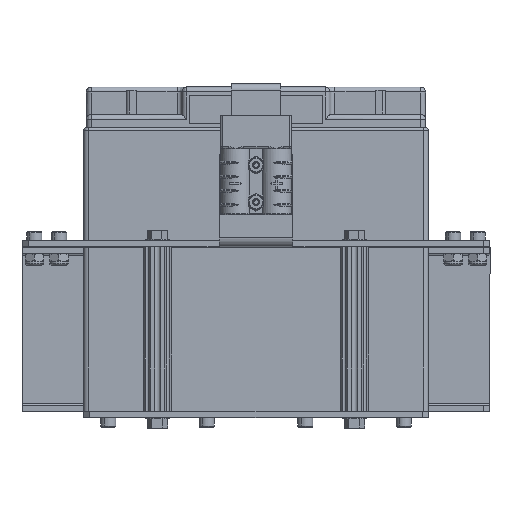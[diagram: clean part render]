
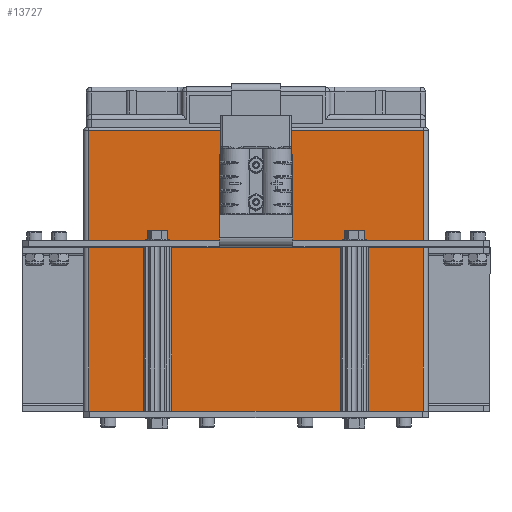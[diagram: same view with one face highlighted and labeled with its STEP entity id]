
A CAD part, top view. The second image highlights one B-rep face of the part: STEP entity #13727.
In plain terms, the highlighted face is planar.
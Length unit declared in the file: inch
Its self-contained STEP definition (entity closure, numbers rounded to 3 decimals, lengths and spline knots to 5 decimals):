
#233 = ORIENTED_EDGE ( 'NONE', *, *, #33982, .T. ) ;
#1692 = DIRECTION ( 'NONE',  ( 1., 0., 0. ) ) ;
#3990 = ORIENTED_EDGE ( 'NONE', *, *, #7942, .T. ) ;
#4546 = FACE_OUTER_BOUND ( 'NONE', #15931, .T. ) ;
#4766 = ORIENTED_EDGE ( 'NONE', *, *, #33105, .T. ) ;
#5855 = LINE ( 'NONE', #6968, #27442 ) ;
#6536 = CARTESIAN_POINT ( 'NONE',  ( 5.59634, 0.55066, 5.7 ) ) ;
#6968 = CARTESIAN_POINT ( 'NONE',  ( 5.59634, 0.55066, 0. ) ) ;
#7942 = EDGE_CURVE ( 'NONE', #11769, #32257, #32909, .T. ) ;
#7944 = VECTOR ( 'NONE', #21743, 39.37008 ) ;
#7998 = CARTESIAN_POINT ( 'NONE',  ( -1.20366, 0.55066, 0. ) ) ;
#11769 = VERTEX_POINT ( 'NONE', #28700 ) ;
#11962 = CARTESIAN_POINT ( 'NONE',  ( -1.30366, 0.55066, 0. ) ) ;
#13727 = ADVANCED_FACE ( 'NONE', ( #4546 ), #34497, .T. ) ;
#14841 = DIRECTION ( 'NONE',  ( 0., 0., 1. ) ) ;
#15460 = LINE ( 'NONE', #33022, #7944 ) ;
#15931 = EDGE_LOOP ( 'NONE', ( #233, #16520, #3990, #4766 ) ) ;
#16156 = CARTESIAN_POINT ( 'NONE',  ( 5.59634, 0.55066, 0. ) ) ;
#16520 = ORIENTED_EDGE ( 'NONE', *, *, #20204, .T. ) ;
#18560 = CARTESIAN_POINT ( 'NONE',  ( -1.30366, 0.55066, 5.7 ) ) ;
#18773 = VECTOR ( 'NONE', #1692, 39.37008 ) ;
#19095 = VECTOR ( 'NONE', #30349, 39.37008 ) ;
#20175 = AXIS2_PLACEMENT_3D ( 'NONE', #11962, #31744, #14841 ) ;
#20204 = EDGE_CURVE ( 'NONE', #28188, #11769, #15460, .T. ) ;
#21743 = DIRECTION ( 'NONE',  ( 0., 0., 1. ) ) ;
#23842 = DIRECTION ( 'NONE',  ( 0., 0., -1. ) ) ;
#27442 = VECTOR ( 'NONE', #23842, 39.37008 ) ;
#27502 = CARTESIAN_POINT ( 'NONE',  ( -1.30366, 0.55066, 0. ) ) ;
#28188 = VERTEX_POINT ( 'NONE', #7998 ) ;
#28700 = CARTESIAN_POINT ( 'NONE',  ( -1.20366, 0.55066, 5.7 ) ) ;
#30349 = DIRECTION ( 'NONE',  ( -1., 0., 0. ) ) ;
#31583 = VERTEX_POINT ( 'NONE', #16156 ) ;
#31744 = DIRECTION ( 'NONE',  ( 0., 1., 0. ) ) ;
#32257 = VERTEX_POINT ( 'NONE', #6536 ) ;
#32909 = LINE ( 'NONE', #18560, #18773 ) ;
#33022 = CARTESIAN_POINT ( 'NONE',  ( -1.20366, 0.55066, 0. ) ) ;
#33105 = EDGE_CURVE ( 'NONE', #32257, #31583, #5855, .T. ) ;
#33982 = EDGE_CURVE ( 'NONE', #31583, #28188, #34130, .T. ) ;
#34130 = LINE ( 'NONE', #27502, #19095 ) ;
#34497 = PLANE ( 'NONE',  #20175 ) ;
